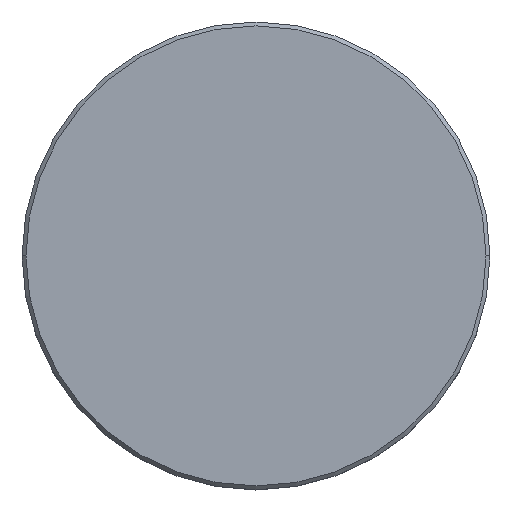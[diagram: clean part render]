
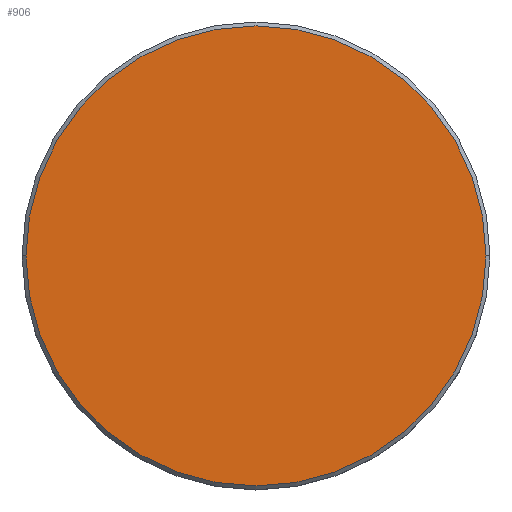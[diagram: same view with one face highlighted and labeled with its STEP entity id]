
A CAD part, top view. The second image highlights one B-rep face of the part: STEP entity #906.
In plain terms, the highlighted planar face has unit normal (0, 0, 1).
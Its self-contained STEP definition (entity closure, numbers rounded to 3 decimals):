
#7 = ORIENTED_EDGE ( 'NONE', *, *, #510, .T. ) ;
#269 = FACE_OUTER_BOUND ( 'NONE', #1182, .T. ) ;
#292 = VERTEX_POINT ( 'NONE', #600 ) ;
#312 = DIRECTION ( 'NONE',  ( 0., 0., 1. ) ) ;
#390 = DIRECTION ( 'NONE',  ( 0., 0., 1. ) ) ;
#446 = CARTESIAN_POINT ( 'NONE',  ( 0., 0., 0. ) ) ;
#477 = CARTESIAN_POINT ( 'NONE',  ( 0., 0., 0. ) ) ;
#510 = EDGE_CURVE ( 'NONE', #292, #754, #933, .T. ) ;
#543 = CARTESIAN_POINT ( 'NONE',  ( -29.5, 0., 0. ) ) ;
#568 = AXIS2_PLACEMENT_3D ( 'NONE', #582, #390, #778 ) ;
#582 = CARTESIAN_POINT ( 'NONE',  ( 0., 0., 0. ) ) ;
#600 = CARTESIAN_POINT ( 'NONE',  ( 29.5, 0., 0. ) ) ;
#628 = PLANE ( 'NONE',  #1012 ) ;
#671 = DIRECTION ( 'NONE',  ( 1., 0., 0. ) ) ;
#752 = CIRCLE ( 'NONE', #952, 29.5 ) ;
#754 = VERTEX_POINT ( 'NONE', #543 ) ;
#759 = DIRECTION ( 'NONE',  ( 1., 0., 0. ) ) ;
#778 = DIRECTION ( 'NONE',  ( 1., 0., 0. ) ) ;
#810 = ORIENTED_EDGE ( 'NONE', *, *, #926, .T. ) ;
#860 = DIRECTION ( 'NONE',  ( 0., 0., 1. ) ) ;
#906 = ADVANCED_FACE ( 'NONE', ( #269 ), #628, .T. ) ;
#926 = EDGE_CURVE ( 'NONE', #754, #292, #752, .T. ) ;
#933 = CIRCLE ( 'NONE', #568, 29.5 ) ;
#952 = AXIS2_PLACEMENT_3D ( 'NONE', #477, #860, #671 ) ;
#1012 = AXIS2_PLACEMENT_3D ( 'NONE', #446, #312, #759 ) ;
#1182 = EDGE_LOOP ( 'NONE', ( #810, #7 ) ) ;
